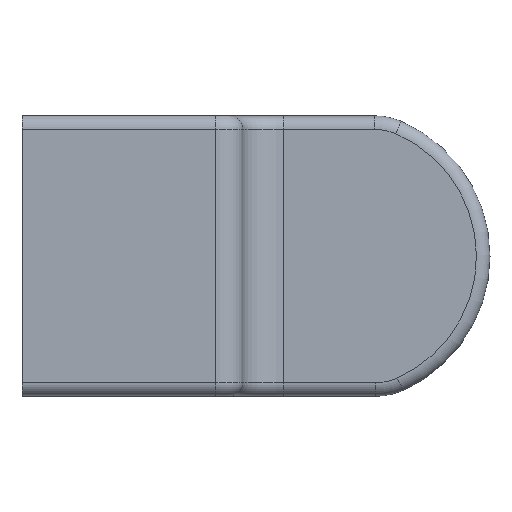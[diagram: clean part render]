
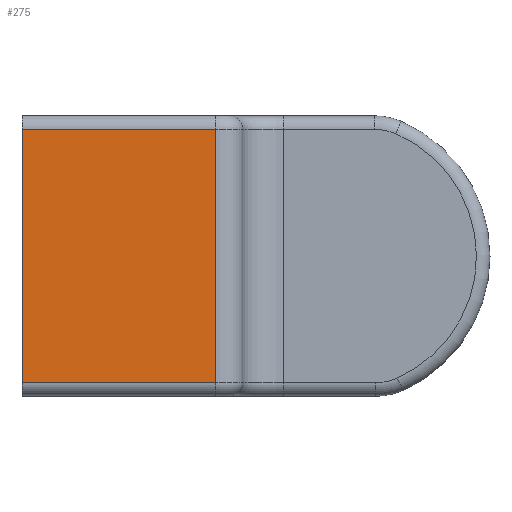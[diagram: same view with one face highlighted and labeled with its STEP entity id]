
A CAD part, top view. The second image highlights one B-rep face of the part: STEP entity #275.
In plain terms, the highlighted planar face has unit normal (0, 0, 1).
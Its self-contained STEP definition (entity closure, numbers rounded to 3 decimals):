
#53 = EDGE_CURVE ( 'NONE', #265, #695, #778, .T. ) ;
#133 = CARTESIAN_POINT ( 'NONE',  ( 0.102, -0.7, 7.5 ) ) ;
#140 = LINE ( 'NONE', #1044, #372 ) ;
#145 = ORIENTED_EDGE ( 'NONE', *, *, #336, .T. ) ;
#171 = ORIENTED_EDGE ( 'NONE', *, *, #539, .T. ) ;
#177 = ORIENTED_EDGE ( 'NONE', *, *, #694, .F. ) ;
#189 = LINE ( 'NONE', #339, #367 ) ;
#191 = CARTESIAN_POINT ( 'NONE',  ( 0.102, 18., 7.5 ) ) ;
#248 = CARTESIAN_POINT ( 'NONE',  ( 14.394, -0.7, 7.5 ) ) ;
#254 = AXIS2_PLACEMENT_3D ( 'NONE', #653, #417, #412 ) ;
#265 = VERTEX_POINT ( 'NONE', #248 ) ;
#267 = DIRECTION ( 'NONE',  ( 0., 1., 0. ) ) ;
#275 = ADVANCED_FACE ( 'NONE', ( #328 ), #808, .F. ) ;
#328 = FACE_OUTER_BOUND ( 'NONE', #1017, .T. ) ;
#336 = EDGE_CURVE ( 'NONE', #511, #265, #721, .T. ) ;
#339 = CARTESIAN_POINT ( 'NONE',  ( 0.102, 8.634, 7.5 ) ) ;
#367 = VECTOR ( 'NONE', #267, 1000. ) ;
#372 = VECTOR ( 'NONE', #709, 1000. ) ;
#377 = VECTOR ( 'NONE', #875, 1000. ) ;
#378 = CARTESIAN_POINT ( 'NONE',  ( 14.394, 8.634, 7.5 ) ) ;
#408 = VERTEX_POINT ( 'NONE', #191 ) ;
#412 = DIRECTION ( 'NONE',  ( -1., 0., 0. ) ) ;
#417 = DIRECTION ( 'NONE',  ( 0., 0., -1. ) ) ;
#445 = ORIENTED_EDGE ( 'NONE', *, *, #53, .T. ) ;
#511 = VERTEX_POINT ( 'NONE', #133 ) ;
#539 = EDGE_CURVE ( 'NONE', #695, #408, #140, .T. ) ;
#653 = CARTESIAN_POINT ( 'NONE',  ( 23.802, 8.634, 7.5 ) ) ;
#694 = EDGE_CURVE ( 'NONE', #511, #408, #189, .T. ) ;
#695 = VERTEX_POINT ( 'NONE', #819 ) ;
#709 = DIRECTION ( 'NONE',  ( -1., 0., 0. ) ) ;
#721 = LINE ( 'NONE', #960, #970 ) ;
#734 = DIRECTION ( 'NONE',  ( 1., 0., 0. ) ) ;
#778 = LINE ( 'NONE', #378, #377 ) ;
#808 = PLANE ( 'NONE',  #254 ) ;
#819 = CARTESIAN_POINT ( 'NONE',  ( 14.394, 18., 7.5 ) ) ;
#875 = DIRECTION ( 'NONE',  ( 0., 1., 0. ) ) ;
#960 = CARTESIAN_POINT ( 'NONE',  ( 14.394, -0.7, 7.5 ) ) ;
#970 = VECTOR ( 'NONE', #734, 1000. ) ;
#1017 = EDGE_LOOP ( 'NONE', ( #177, #145, #445, #171 ) ) ;
#1044 = CARTESIAN_POINT ( 'NONE',  ( -0.898, 18., 7.5 ) ) ;
